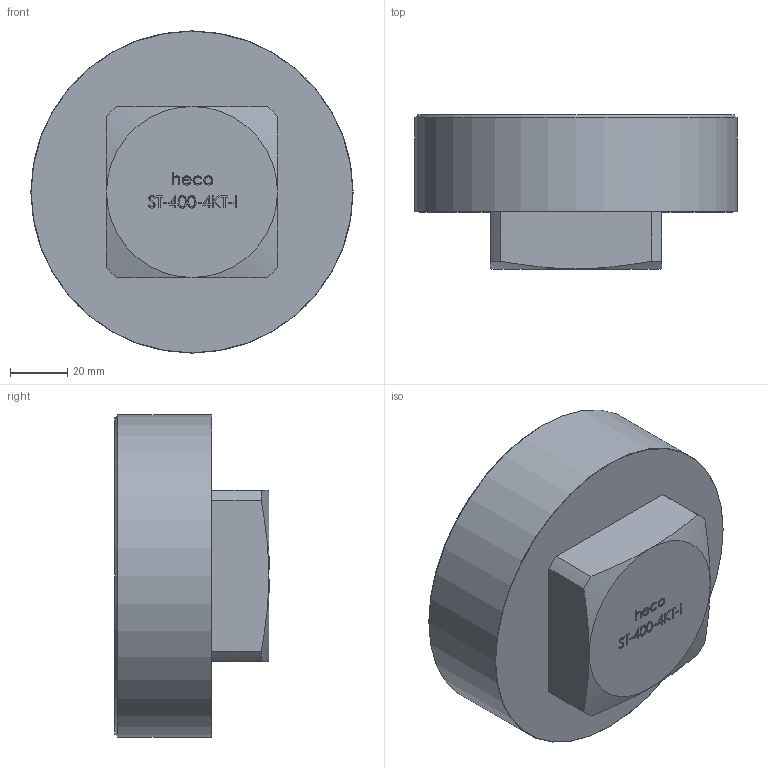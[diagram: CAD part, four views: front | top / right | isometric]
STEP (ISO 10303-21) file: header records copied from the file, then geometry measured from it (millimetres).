
FILE_DESCRIPTION (( 'STEP AP214' ), '1' );
FILE_NAME ('heco_ST-400-4KT-I.STEP', '2015-12-22T10:42:37', ( 'test' ), ( '' ), 'SwSTEP 2.0', 'SolidWorks 2011', '' );
FILE_SCHEMA (( 'AUTOMOTIVE_DESIGN' ));
Length unit declared in the file: millimetre
Products named in the file (1): heco_ST-400-4KT-I
Bounding box: 113.03 x 54.1 x 113.03 mm (x, y, z)
Volume: 135971.4 mm3; surface area: 48051.3 mm2
Topology: 1 solids, 1 shells, 199 faces, 507 edges, 335 vertices
Faces by surface type: plane 115, bspline 68, cylinder 7, cone 6, torus 3
Full cylindrical faces by diameter (mm): 50.5 x1, 101 x1, 113.03 x1
Entity records: 11867 total; most frequent: CARTESIAN_POINT 5326, ORIENTED_EDGE 998, DIRECTION 642, EDGE_CURVE 499, VERTEX_POINT 335, LINE 332, VECTOR 332, EDGE_LOOP 232
